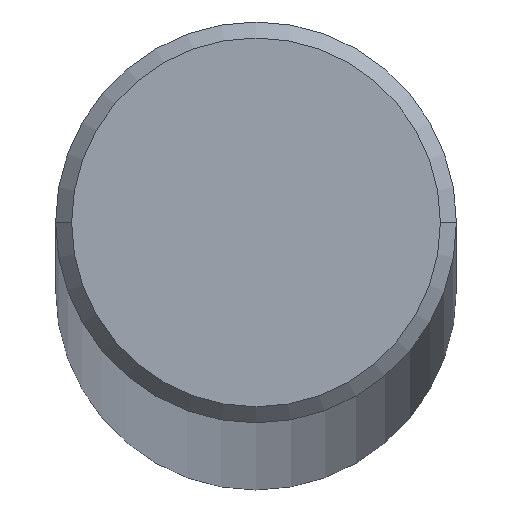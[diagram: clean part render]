
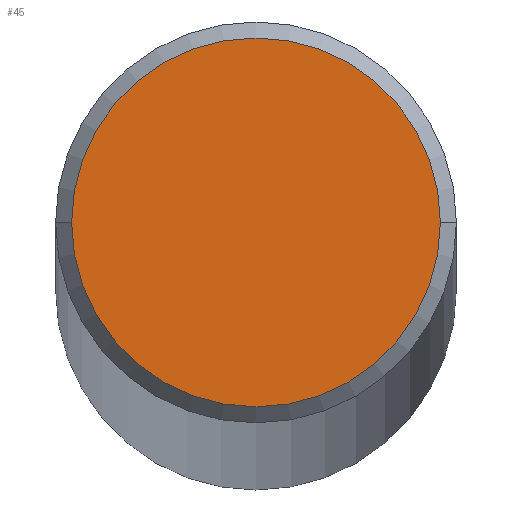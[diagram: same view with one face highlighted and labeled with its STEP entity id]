
A CAD part, top view. The second image highlights one B-rep face of the part: STEP entity #45.
In plain terms, the highlighted planar face has unit normal (0, 0, 1).
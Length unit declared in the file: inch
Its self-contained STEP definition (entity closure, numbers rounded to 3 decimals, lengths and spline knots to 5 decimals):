
#12 = CIRCLE ( 'NONE', #174, 0.0575 ) ;
#25 = AXIS2_PLACEMENT_3D ( 'NONE', #230, #110, #249 ) ;
#45 = ADVANCED_FACE ( 'NONE', ( #246 ), #64, .T. ) ;
#48 = CARTESIAN_POINT ( 'NONE',  ( 0.0575, 0., 6. ) ) ;
#61 = VERTEX_POINT ( 'NONE', #48 ) ;
#64 = PLANE ( 'NONE',  #80 ) ;
#71 = EDGE_LOOP ( 'NONE', ( #170, #234 ) ) ;
#73 = CARTESIAN_POINT ( 'NONE',  ( -0.0575, 0., 6. ) ) ;
#80 = AXIS2_PLACEMENT_3D ( 'NONE', #161, #86, #221 ) ;
#86 = DIRECTION ( 'NONE',  ( 0., 0., 1. ) ) ;
#89 = DIRECTION ( 'NONE',  ( 0., 0., 1. ) ) ;
#110 = DIRECTION ( 'NONE',  ( 0., 0., 1. ) ) ;
#138 = EDGE_CURVE ( 'NONE', #245, #61, #12, .T. ) ;
#142 = CIRCLE ( 'NONE', #25, 0.0575 ) ;
#161 = CARTESIAN_POINT ( 'NONE',  ( 0., 0., 6. ) ) ;
#170 = ORIENTED_EDGE ( 'NONE', *, *, #138, .T. ) ;
#174 = AXIS2_PLACEMENT_3D ( 'NONE', #209, #89, #225 ) ;
#209 = CARTESIAN_POINT ( 'NONE',  ( 0., 0., 6. ) ) ;
#218 = EDGE_CURVE ( 'NONE', #61, #245, #142, .T. ) ;
#221 = DIRECTION ( 'NONE',  ( 1., 0., 0. ) ) ;
#225 = DIRECTION ( 'NONE',  ( 1., 0., 0. ) ) ;
#230 = CARTESIAN_POINT ( 'NONE',  ( 0., 0., 6. ) ) ;
#234 = ORIENTED_EDGE ( 'NONE', *, *, #218, .T. ) ;
#245 = VERTEX_POINT ( 'NONE', #73 ) ;
#246 = FACE_OUTER_BOUND ( 'NONE', #71, .T. ) ;
#249 = DIRECTION ( 'NONE',  ( 1., 0., 0. ) ) ;
